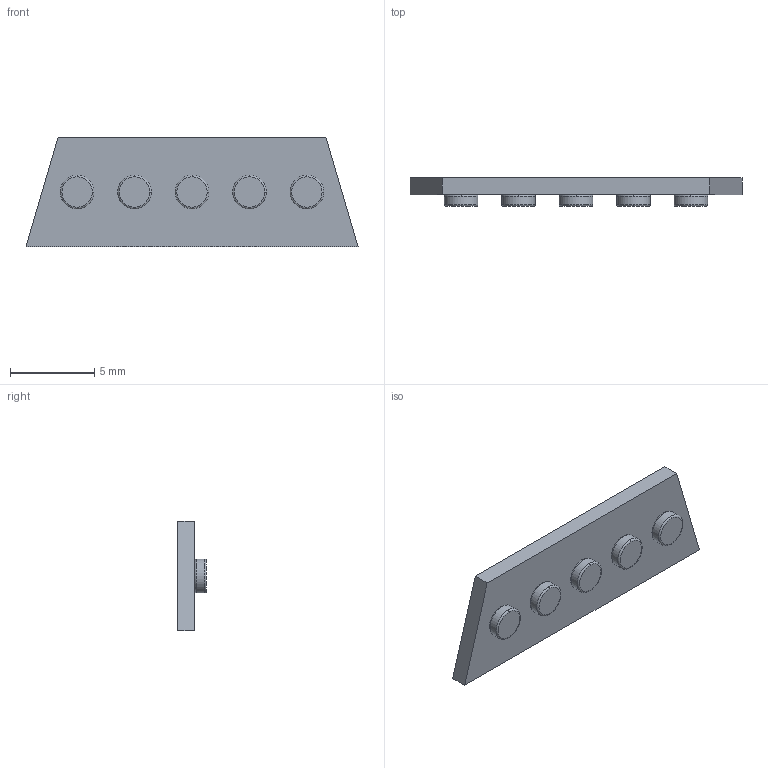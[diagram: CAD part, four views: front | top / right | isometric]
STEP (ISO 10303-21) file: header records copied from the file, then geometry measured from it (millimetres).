
FILE_DESCRIPTION(('TFLEX Exchange Step'),'2;1');
FILE_NAME(' башня 7.stp', '2022-04-03T22:06:33+03:00',('ilya'),('Unknown organisation'),'TFLEX Exchange 2022.0','T-FLEX CAD','Unknown authorisation');
FILE_SCHEMA( ('AUTOMOTIVE_DESIGN { 1 0 10303 214 1 1 1 1 }') );
Length unit declared in the file: millimetre
Products named in the file (2): норм заклепка; декор башня 7
Assembly tree (5 placements, depth 2):
  декор башня 7
    норм заклепка  x5
Bounding box: 19.7 x 1.7 x 6.49 mm (x, y, z)
Volume: 128.5 mm3; surface area: 340.8 mm2
Topology: 7 solids, 7 shells, 54 faces, 108 edges, 68 vertices
Faces by surface type: torus 24, plane 18, cylinder 12
Entity records: 474 total; most frequent: DIRECTION 82, CARTESIAN_POINT 66, ORIENTED_EDGE 56, AXIS2_PLACEMENT_3D 34, EDGE_CURVE 28, VERTEX_POINT 18, VECTOR 14, LINE 14
